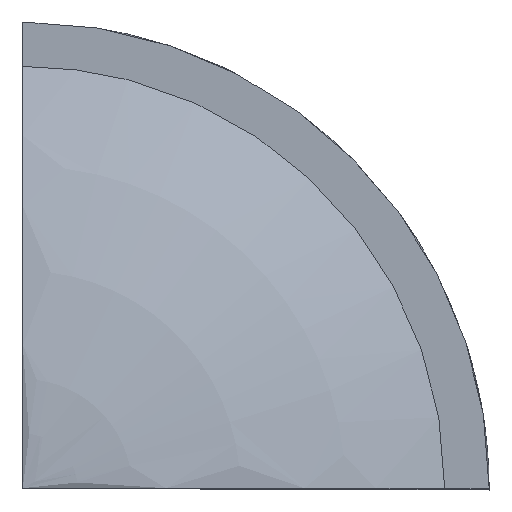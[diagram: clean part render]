
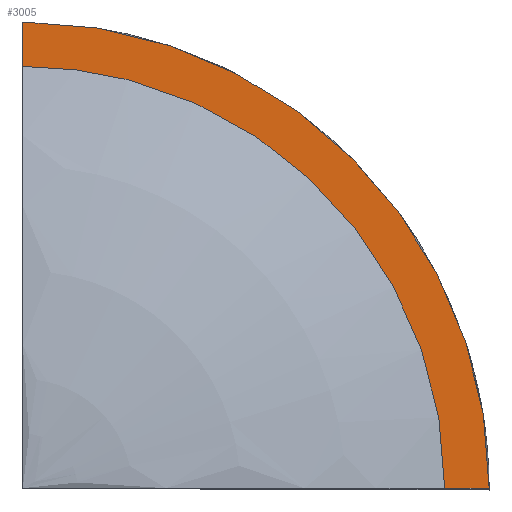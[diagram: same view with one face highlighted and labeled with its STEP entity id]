
A CAD part, top view. The second image highlights one B-rep face of the part: STEP entity #3005.
In plain terms, the highlighted free-form (B-spline) face has degree [3, 3] with [4, 4] control points.
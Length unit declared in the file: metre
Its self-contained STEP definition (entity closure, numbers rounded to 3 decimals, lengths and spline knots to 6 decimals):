
#538 = CARTESIAN_POINT('',(0.038,0.,
0.071309));
#539 = VERTEX_POINT('vertex',#538);
#545 = CARTESIAN_POINT('',(0.,0.038,
0.071309));
#546 = VERTEX_POINT('vertex',#545);
#547 = CARTESIAN_POINT('',(0.038,0.,
0.071309));
#548 = CARTESIAN_POINT('',(0.038,0.017987,
0.071309));
#549 = CARTESIAN_POINT('',(0.025388,0.033511,0.071309
));
#550 = CARTESIAN_POINT('',(0.007782,0.037195,
0.071309));
#551 = CARTESIAN_POINT('',(0.005223,0.03773,
0.071309));
#552 = CARTESIAN_POINT('',(0.002615,0.038,0.071309
));
#553 = B_SPLINE_CURVE_WITH_KNOTS('NONE',3,(#547,#548,#549,#550,#551,#552,#545),
.UNSPECIFIED.,.F.,.F.,(4,3,4),(0.,0.000873,0.001),.UNSPECIFIED.);
#554 = EDGE_CURVE('edge_curve',#539,#546,#553,.T.);
#2959 = CARTESIAN_POINT('',(0.,0.042,0.071309));
#2960 = VERTEX_POINT('vertex',#2959);
#2961 = CARTESIAN_POINT('',(0.,0.040667,0.071309));
#2962 = CARTESIAN_POINT('',(0.,0.039333,0.071309));
#2963 = CARTESIAN_POINT('',(0.,0.038,0.071309));
#2964 = B_SPLINE_CURVE_WITH_KNOTS('NONE',3,(#2959,#2961,#2962,#2963),
.UNSPECIFIED.,.F.,.F.,(4,4),(0.,0.001),.UNSPECIFIED.);
#2965 = EDGE_CURVE('edge_curve',#2960,#546,#2964,.T.);
#2966 = ORIENTED_EDGE('Oriented edge',*,*,#2965,.T.);
#2967 = ORIENTED_EDGE('Oriented edge',*,*,#554,.F.);
#2968 = CARTESIAN_POINT('',(0.042,0.,0.071309));
#2969 = VERTEX_POINT('vertex',#2968);
#2970 = CARTESIAN_POINT('',(0.040667,0.,
0.071309));
#2971 = CARTESIAN_POINT('',(0.039333,0.,
0.071309));
#2972 = CARTESIAN_POINT('',(0.038,0.,
0.071309));
#2973 = B_SPLINE_CURVE_WITH_KNOTS('NONE',3,(#2968,#2970,#2971,#2972),
.UNSPECIFIED.,.F.,.F.,(4,4),(0.,0.001),.UNSPECIFIED.);
#2974 = EDGE_CURVE('edge_curve',#2969,#539,#2973,.T.);
#2975 = ORIENTED_EDGE('Oriented edge',*,*,#2974,.F.);
#2976 = CARTESIAN_POINT('',(0.,0.042,0.071309));
#2977 = CARTESIAN_POINT('',(0.01978,0.042,
0.071309));
#2978 = CARTESIAN_POINT('',(0.036879,0.028199,
0.071309));
#2979 = CARTESIAN_POINT('',(0.041054,0.008865,
0.071309));
#2980 = CARTESIAN_POINT('',(0.041683,0.005952,
0.071309));
#2981 = CARTESIAN_POINT('',(0.042,0.00298,0.071309));
#2982 = CARTESIAN_POINT('',(0.042,0.,0.071309));
#2983 = B_SPLINE_CURVE_WITH_KNOTS('NONE',3,(#2976,#2977,#2978,#2979,#2980,#2981
,#2982),.UNSPECIFIED.,.F.,.F.,(4,3,4),(0.,0.000869,0.001),
.UNSPECIFIED.);
#2984 = EDGE_CURVE('edge_curve',#2960,#2969,#2983,.T.);
#2985 = ORIENTED_EDGE('Oriented edge',*,*,#2984,.F.);
#2986 = EDGE_LOOP('EDGE_LOOP',(#2966,#2967,#2975,#2985));
#2987 = FACE_BOUND('FAC_BOUND',#2986,.T.);
#2988 = CARTESIAN_POINT('',(0.,0.042252,0.071309));
#2989 = CARTESIAN_POINT('',(0.,0.028168,0.071309));
#2990 = CARTESIAN_POINT('',(0.,0.014084,0.071309));
#2991 = CARTESIAN_POINT('',(0.,0.,0.071309));
#2992 = CARTESIAN_POINT('',(0.014084,0.042252,
0.071309));
#2993 = CARTESIAN_POINT('',(0.014084,0.028168,
0.071309));
#2994 = CARTESIAN_POINT('',(0.014084,0.014084,
0.071309));
#2995 = CARTESIAN_POINT('',(0.014084,0.,
0.071309));
#2996 = CARTESIAN_POINT('',(0.028168,0.042252,
0.071309));
#2997 = CARTESIAN_POINT('',(0.028168,0.028168,
0.071309));
#2998 = CARTESIAN_POINT('',(0.028168,0.014084,
0.071309));
#2999 = CARTESIAN_POINT('',(0.028168,0.,
0.071309));
#3000 = CARTESIAN_POINT('',(0.042252,0.042252,
0.071309));
#3001 = CARTESIAN_POINT('',(0.042252,0.028168,
0.071309));
#3002 = CARTESIAN_POINT('',(0.042252,0.014084,
0.071309));
#3003 = CARTESIAN_POINT('',(0.042252,0.,
0.071309));
#3004 = B_SPLINE_SURFACE_WITH_KNOTS('NONE',3,3,((#2988,#2989,#2990,#2991),(
#2992,#2993,#2994,#2995),(#2996,#2997,#2998,#2999),(#3000,#3001,#3002,#3003)),
.UNSPECIFIED.,.F.,.F.,.F.,(4,4),(4,4),(0.,0.001),(0.,0.001),
.UNSPECIFIED.);
#3005 = ADVANCED_FACE('*ADF',(#2987),#3004,.T.);
